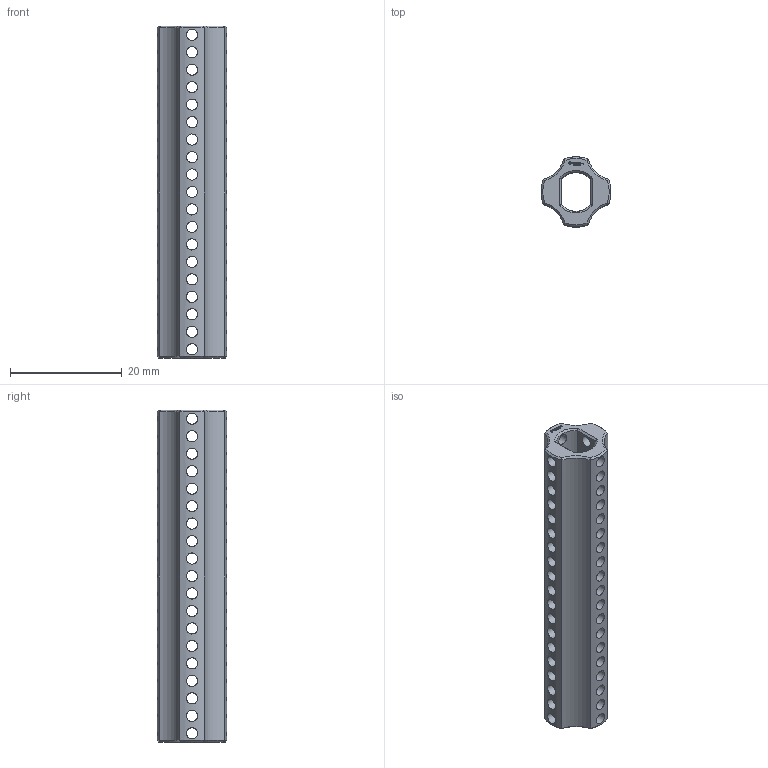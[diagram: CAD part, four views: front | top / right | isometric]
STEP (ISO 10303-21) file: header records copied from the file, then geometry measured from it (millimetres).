
FILE_DESCRIPTION(('FreeCAD Model'),'2;1');
FILE_NAME('Open CASCADE Shape Model','2024-06-16T00:05:05',(''),(''), 'Open CASCADE STEP processor 7.6','FreeCAD','Unknown');
FILE_SCHEMA(('AUTOMOTIVE_DESIGN { 1 0 10303 214 1 1 1 1 }'));
Length unit declared in the file: millimetre
Products named in the file (1): Power-Transmission Hub PLN IDX FXD BU04.75 - SPN-PTH-0019 
(stemfie.org)
Bounding box: 12.5 x 12.5 x 59.38 mm (x, y, z)
Volume: 3540.7 mm3; surface area: 4775.4 mm2
Topology: 1 solids, 1 shells, 572 faces, 1628 edges, 1090 vertices
Faces by surface type: plane 316, extrusion 150, cylinder 86, cone 20
Full cylindrical faces by diameter (mm): 2 x76
Entity records: 24239 total; most frequent: CARTESIAN_POINT 9778, ORIENTED_EDGE 3256, DIRECTION 2274, EDGE_CURVE 1628, VECTOR 1224, VERTEX_POINT 1090, LINE 1074, FACE_BOUND 758
